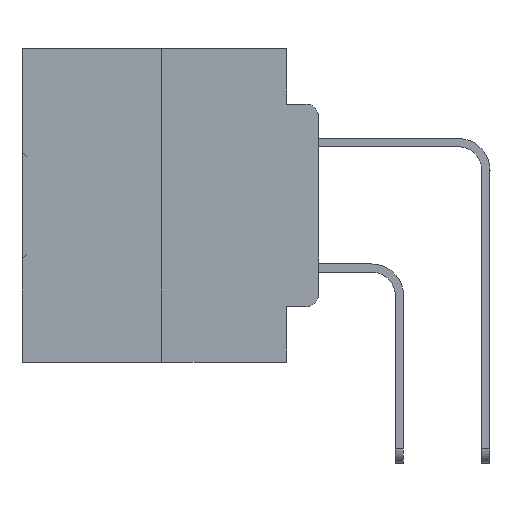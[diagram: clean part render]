
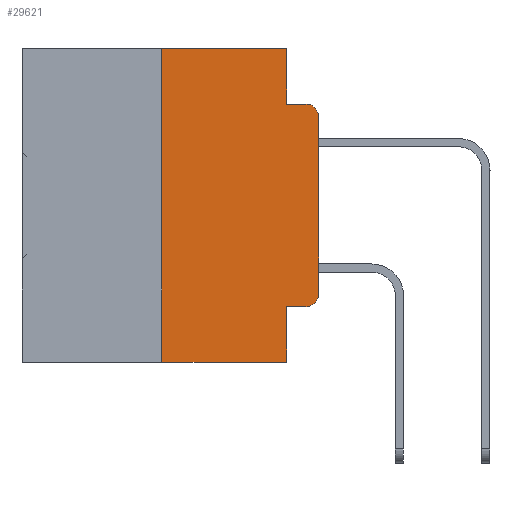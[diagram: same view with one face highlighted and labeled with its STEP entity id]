
A CAD part, left-side view. The second image highlights one B-rep face of the part: STEP entity #29621.
In plain terms, the highlighted planar face has unit normal (-1, 0, 0).
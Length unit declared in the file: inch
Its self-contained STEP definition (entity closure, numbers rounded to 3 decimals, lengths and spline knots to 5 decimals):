
#335 = VECTOR ( 'NONE', #35117, 39.37008 ) ;
#444 = CARTESIAN_POINT ( 'NONE',  ( 0., 0.473, -0.5 ) ) ;
#744 = CARTESIAN_POINT ( 'NONE',  ( 0., 0.25, 0. ) ) ;
#1708 = ORIENTED_EDGE ( 'NONE', *, *, #20843, .F. ) ;
#2787 = EDGE_LOOP ( 'NONE', ( #26654, #21280, #28849, #29936, #5462, #1708, #6132, #35072, #35202, #22019 ) ) ;
#3110 = EDGE_CURVE ( 'NONE', #25526, #7056, #9709, .T. ) ;
#3833 = VERTEX_POINT ( 'NONE', #19889 ) ;
#3929 = CARTESIAN_POINT ( 'NONE',  ( 0., 0.473, 0. ) ) ;
#4067 = CARTESIAN_POINT ( 'NONE',  ( 0., 0.473, 0. ) ) ;
#4183 = DIRECTION ( 'NONE',  ( 0., 0., -1. ) ) ;
#5161 = CARTESIAN_POINT ( 'NONE',  ( 0., 0.02, -0.0885 ) ) ;
#5226 = CARTESIAN_POINT ( 'NONE',  ( 0., 0.02, -0.1085 ) ) ;
#5462 = ORIENTED_EDGE ( 'NONE', *, *, #15903, .F. ) ;
#5838 = EDGE_CURVE ( 'NONE', #3833, #33138, #32439, .T. ) ;
#6132 = ORIENTED_EDGE ( 'NONE', *, *, #31618, .T. ) ;
#6738 = LINE ( 'NONE', #3929, #32900 ) ;
#7056 = VERTEX_POINT ( 'NONE', #32349 ) ;
#7778 = LINE ( 'NONE', #19168, #30027 ) ;
#8010 = CARTESIAN_POINT ( 'NONE',  ( 0., 0., 0. ) ) ;
#8325 = LINE ( 'NONE', #444, #15114 ) ;
#8350 = VERTEX_POINT ( 'NONE', #13932 ) ;
#9709 = LINE ( 'NONE', #20520, #335 ) ;
#9794 = CIRCLE ( 'NONE', #12188, 0.02 ) ;
#10509 = EDGE_CURVE ( 'NONE', #8350, #19118, #18388, .T. ) ;
#11258 = VERTEX_POINT ( 'NONE', #33381 ) ;
#11441 = VERTEX_POINT ( 'NONE', #5161 ) ;
#12188 = AXIS2_PLACEMENT_3D ( 'NONE', #5226, #16616, #14026 ) ;
#12874 = DIRECTION ( 'NONE',  ( 1., 0., 0. ) ) ;
#13092 = DIRECTION ( 'NONE',  ( -1., 0., 0. ) ) ;
#13932 = CARTESIAN_POINT ( 'NONE',  ( 0., 0.051, -0.4115 ) ) ;
#14026 = DIRECTION ( 'NONE',  ( 0., 0., -1. ) ) ;
#15114 = VECTOR ( 'NONE', #34094, 39.37008 ) ;
#15124 = CARTESIAN_POINT ( 'NONE',  ( 0., 0., -0.1085 ) ) ;
#15903 = EDGE_CURVE ( 'NONE', #11258, #25526, #6738, .T. ) ;
#16587 = CARTESIAN_POINT ( 'NONE',  ( 0., 0.051, 0. ) ) ;
#16616 = DIRECTION ( 'NONE',  ( -1., 0., 0. ) ) ;
#17247 = VECTOR ( 'NONE', #4183, 39.37008 ) ;
#17578 = VECTOR ( 'NONE', #18116, 39.37008 ) ;
#17598 = CARTESIAN_POINT ( 'NONE',  ( 0., 0.051, -0.5 ) ) ;
#18116 = DIRECTION ( 'NONE',  ( 0., 0., 1. ) ) ;
#18388 = LINE ( 'NONE', #29762, #17247 ) ;
#18455 = DIRECTION ( 'NONE',  ( 0., 0., -1. ) ) ;
#18813 = VERTEX_POINT ( 'NONE', #32758 ) ;
#19118 = VERTEX_POINT ( 'NONE', #17598 ) ;
#19160 = VECTOR ( 'NONE', #21421, 39.37008 ) ;
#19168 = CARTESIAN_POINT ( 'NONE',  ( 0., 0.051, -0.0885 ) ) ;
#19253 = DIRECTION ( 'NONE',  ( 0., 0., -1. ) ) ;
#19597 = EDGE_CURVE ( 'NONE', #7056, #11441, #7778, .T. ) ;
#19889 = CARTESIAN_POINT ( 'NONE',  ( 0., 0.02, -0.4115 ) ) ;
#20520 = CARTESIAN_POINT ( 'NONE',  ( 0., 0.051, 0. ) ) ;
#20843 = EDGE_CURVE ( 'NONE', #18813, #11258, #20893, .T. ) ;
#20893 = LINE ( 'NONE', #744, #17578 ) ;
#20940 = EDGE_CURVE ( 'NONE', #8350, #3833, #21443, .T. ) ;
#21228 = VERTEX_POINT ( 'NONE', #15124 ) ;
#21280 = ORIENTED_EDGE ( 'NONE', *, *, #32516, .T. ) ;
#21421 = DIRECTION ( 'NONE',  ( 0., 0., 1. ) ) ;
#21443 = LINE ( 'NONE', #21639, #24744 ) ;
#21639 = CARTESIAN_POINT ( 'NONE',  ( 0., 0.051, -0.4115 ) ) ;
#22019 = ORIENTED_EDGE ( 'NONE', *, *, #5838, .T. ) ;
#22253 = AXIS2_PLACEMENT_3D ( 'NONE', #27630, #13092, #19253 ) ;
#24239 = PLANE ( 'NONE',  #32896 ) ;
#24744 = VECTOR ( 'NONE', #27234, 39.37008 ) ;
#25526 = VERTEX_POINT ( 'NONE', #16587 ) ;
#26654 = ORIENTED_EDGE ( 'NONE', *, *, #29760, .T. ) ;
#27234 = DIRECTION ( 'NONE',  ( 0., -1., 0. ) ) ;
#27630 = CARTESIAN_POINT ( 'NONE',  ( 0., 0.02, -0.3915 ) ) ;
#27737 = DIRECTION ( 'NONE',  ( 0., -1., 0. ) ) ;
#28849 = ORIENTED_EDGE ( 'NONE', *, *, #19597, .F. ) ;
#29621 = ADVANCED_FACE ( 'NONE', ( #32097 ), #24239, .F. ) ;
#29760 = EDGE_CURVE ( 'NONE', #33138, #21228, #36049, .T. ) ;
#29762 = CARTESIAN_POINT ( 'NONE',  ( 0., 0.051, 0. ) ) ;
#29936 = ORIENTED_EDGE ( 'NONE', *, *, #3110, .F. ) ;
#30027 = VECTOR ( 'NONE', #27737, 39.37008 ) ;
#31618 = EDGE_CURVE ( 'NONE', #18813, #19118, #8325, .T. ) ;
#32097 = FACE_OUTER_BOUND ( 'NONE', #2787, .T. ) ;
#32349 = CARTESIAN_POINT ( 'NONE',  ( 0., 0.051, -0.0885 ) ) ;
#32439 = CIRCLE ( 'NONE', #22253, 0.02 ) ;
#32516 = EDGE_CURVE ( 'NONE', #21228, #11441, #9794, .T. ) ;
#32758 = CARTESIAN_POINT ( 'NONE',  ( 0., 0.25, -0.5 ) ) ;
#32896 = AXIS2_PLACEMENT_3D ( 'NONE', #4067, #12874, #18455 ) ;
#32900 = VECTOR ( 'NONE', #35347, 39.37008 ) ;
#33138 = VERTEX_POINT ( 'NONE', #33315 ) ;
#33315 = CARTESIAN_POINT ( 'NONE',  ( 0., 0., -0.3915 ) ) ;
#33381 = CARTESIAN_POINT ( 'NONE',  ( 0., 0.25, 0. ) ) ;
#34094 = DIRECTION ( 'NONE',  ( 0., -1., 0. ) ) ;
#35072 = ORIENTED_EDGE ( 'NONE', *, *, #10509, .F. ) ;
#35117 = DIRECTION ( 'NONE',  ( 0., 0., -1. ) ) ;
#35202 = ORIENTED_EDGE ( 'NONE', *, *, #20940, .T. ) ;
#35347 = DIRECTION ( 'NONE',  ( 0., -1., 0. ) ) ;
#36049 = LINE ( 'NONE', #8010, #19160 ) ;
